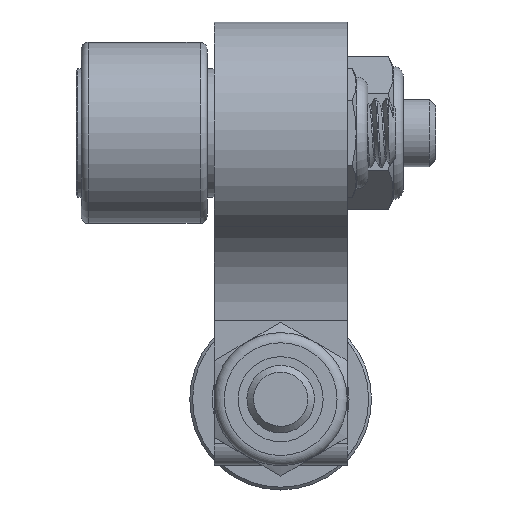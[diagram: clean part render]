
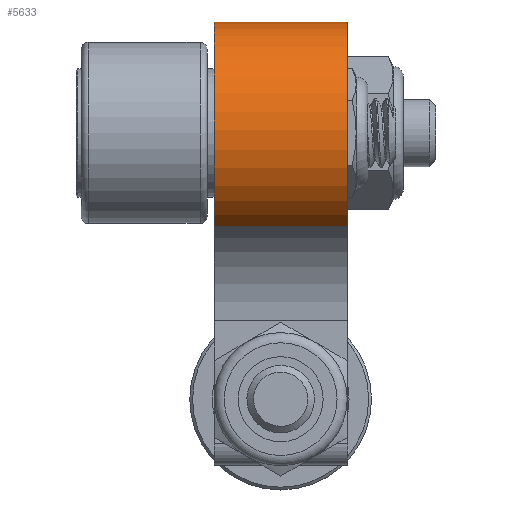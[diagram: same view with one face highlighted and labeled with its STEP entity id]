
A CAD part, left-side view. The second image highlights one B-rep face of the part: STEP entity #5633.
In plain terms, the highlighted cylindrical face has radius 7.938 mm (diameter 15.875 mm), a partial arc.
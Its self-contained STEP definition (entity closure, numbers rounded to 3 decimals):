
#315 = VERTEX_POINT ( 'NONE', #4207 ) ;
#477 = CARTESIAN_POINT ( 'NONE',  ( -4.219, 9.525, -6.724 ) ) ;
#769 = LINE ( 'NONE', #6649, #6670 ) ;
#840 = AXIS2_PLACEMENT_3D ( 'NONE', #4829, #2639, #1823 ) ;
#849 = DIRECTION ( 'NONE',  ( 0., -1., 0. ) ) ;
#968 = VERTEX_POINT ( 'NONE', #1200 ) ;
#1069 = VECTOR ( 'NONE', #6552, 1000. ) ;
#1200 = CARTESIAN_POINT ( 'NONE',  ( -4.219, 0., -6.724 ) ) ;
#1647 = EDGE_CURVE ( 'NONE', #6831, #7409, #769, .T. ) ;
#1823 = DIRECTION ( 'NONE',  ( 0., 0., 1. ) ) ;
#2191 = CARTESIAN_POINT ( 'NONE',  ( 0., 9.525, 0. ) ) ;
#2639 = DIRECTION ( 'NONE',  ( 0., 1., 0. ) ) ;
#2906 = ORIENTED_EDGE ( 'NONE', *, *, #7433, .T. ) ;
#3160 = CARTESIAN_POINT ( 'NONE',  ( 0., 9.525, 0. ) ) ;
#3178 = CIRCLE ( 'NONE', #840, 7.938 ) ;
#3254 = DIRECTION ( 'NONE',  ( 0., 0., 1. ) ) ;
#3734 = DIRECTION ( 'NONE',  ( 0., -1., 0. ) ) ;
#4200 = EDGE_LOOP ( 'NONE', ( #2906, #6047, #7856, #7950 ) ) ;
#4207 = CARTESIAN_POINT ( 'NONE',  ( -4.219, 9.525, -6.724 ) ) ;
#4218 = CARTESIAN_POINT ( 'NONE',  ( 0., 0., 7.938 ) ) ;
#4463 = CIRCLE ( 'NONE', #6630, 7.938 ) ;
#4553 = FACE_OUTER_BOUND ( 'NONE', #4200, .T. ) ;
#4829 = CARTESIAN_POINT ( 'NONE',  ( 0., 0., 0. ) ) ;
#5241 = AXIS2_PLACEMENT_3D ( 'NONE', #2191, #849, #5963 ) ;
#5347 = CARTESIAN_POINT ( 'NONE',  ( 0., 9.525, 7.938 ) ) ;
#5350 = EDGE_CURVE ( 'NONE', #315, #6831, #4463, .T. ) ;
#5633 = ADVANCED_FACE ( 'NONE', ( #4553 ), #5864, .T. ) ;
#5864 = CYLINDRICAL_SURFACE ( 'NONE', #5241, 7.938 ) ;
#5963 = DIRECTION ( 'NONE',  ( 0., 0., -1. ) ) ;
#6047 = ORIENTED_EDGE ( 'NONE', *, *, #9025, .T. ) ;
#6552 = DIRECTION ( 'NONE',  ( 0., -1., 0. ) ) ;
#6630 = AXIS2_PLACEMENT_3D ( 'NONE', #3160, #6897, #3254 ) ;
#6649 = CARTESIAN_POINT ( 'NONE',  ( 0., 9.525, 7.938 ) ) ;
#6670 = VECTOR ( 'NONE', #3734, 1000. ) ;
#6831 = VERTEX_POINT ( 'NONE', #5347 ) ;
#6897 = DIRECTION ( 'NONE',  ( 0., 1., 0. ) ) ;
#7409 = VERTEX_POINT ( 'NONE', #4218 ) ;
#7433 = EDGE_CURVE ( 'NONE', #315, #968, #8574, .T. ) ;
#7856 = ORIENTED_EDGE ( 'NONE', *, *, #1647, .F. ) ;
#7950 = ORIENTED_EDGE ( 'NONE', *, *, #5350, .F. ) ;
#8574 = LINE ( 'NONE', #477, #1069 ) ;
#9025 = EDGE_CURVE ( 'NONE', #968, #7409, #3178, .T. ) ;
